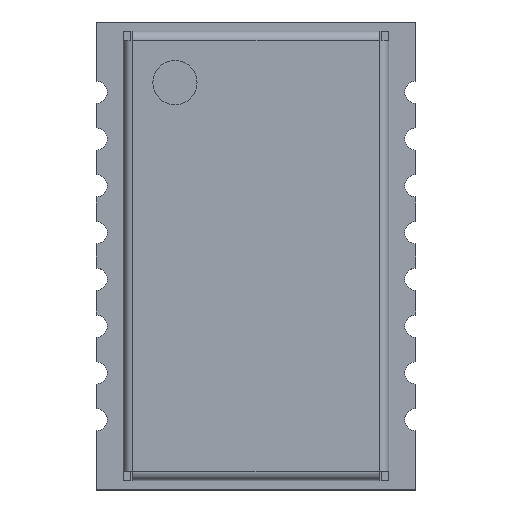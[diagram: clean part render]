
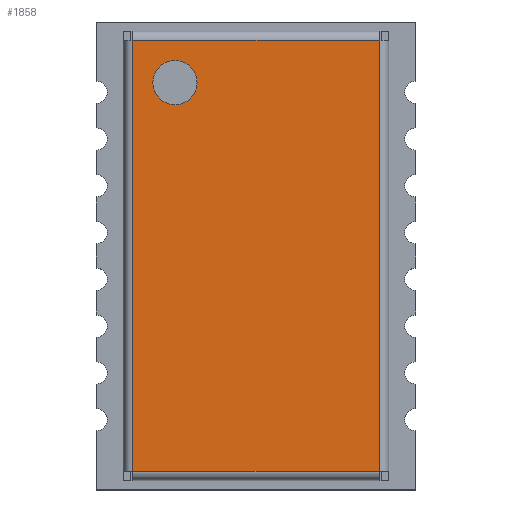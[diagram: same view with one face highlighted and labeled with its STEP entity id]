
A CAD part, top view. The second image highlights one B-rep face of the part: STEP entity #1858.
In plain terms, the highlighted planar face has unit normal (0, 0, 1).
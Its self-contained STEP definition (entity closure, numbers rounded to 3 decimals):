
#72=LINE('',#2502,#216);
#80=LINE('',#2524,#224);
#107=LINE('',#2585,#251);
#108=LINE('',#2587,#252);
#216=VECTOR('',#2099,1000.);
#224=VECTOR('',#2121,1000.);
#251=VECTOR('',#2186,1000.);
#252=VECTOR('',#2189,1000.);
#458=ORIENTED_EDGE('',*,*,#766,.T.);
#459=ORIENTED_EDGE('',*,*,#799,.F.);
#460=ORIENTED_EDGE('',*,*,#756,.F.);
#461=ORIENTED_EDGE('',*,*,#800,.T.);
#462=ORIENTED_EDGE('',*,*,#736,.T.);
#736=EDGE_CURVE('',#930,#930,#1044,.T.);
#756=EDGE_CURVE('',#942,#941,#72,.T.);
#766=EDGE_CURVE('',#948,#920,#80,.T.);
#799=EDGE_CURVE('',#941,#920,#107,.T.);
#800=EDGE_CURVE('',#942,#948,#108,.T.);
#920=VERTEX_POINT('',#2440);
#930=VERTEX_POINT('',#2463);
#941=VERTEX_POINT('',#2499);
#942=VERTEX_POINT('',#2501);
#948=VERTEX_POINT('',#2520);
#1044=CIRCLE('',#1918,0.6);
#1121=EDGE_LOOP('',(#458,#459,#460,#461));
#1122=EDGE_LOOP('',(#462));
#1201=FACE_BOUND('',#1121,.T.);
#1202=FACE_BOUND('',#1122,.T.);
#1271=PLANE('',#1956);
#1858=ADVANCED_FACE('',(#1201,#1202),#1271,.F.);
#1918=AXIS2_PLACEMENT_3D('',#2462,#2060,#2061);
#1956=AXIS2_PLACEMENT_3D('',#2586,#2187,#2188);
#2060=DIRECTION('',(0.,0.,-1.));
#2061=DIRECTION('',(1.,0.,0.));
#2099=DIRECTION('',(1.,0.,0.));
#2121=DIRECTION('',(1.,0.,0.));
#2186=DIRECTION('',(0.,-1.,0.));
#2187=DIRECTION('',(0.,0.,-1.));
#2188=DIRECTION('',(-1.,0.,0.));
#2189=DIRECTION('',(0.,-1.,0.));
#2440=CARTESIAN_POINT('',(5.85,-3.35,3.75));
#2462=CARTESIAN_POINT('',(-4.7,-2.2,3.75));
#2463=CARTESIAN_POINT('',(-4.1,-2.2,3.75));
#2499=CARTESIAN_POINT('',(5.85,3.35,3.75));
#2501=CARTESIAN_POINT('',(-5.85,3.35,3.75));
#2502=CARTESIAN_POINT('',(-6.1,3.35,3.75));
#2520=CARTESIAN_POINT('',(-5.85,-3.35,3.75));
#2524=CARTESIAN_POINT('',(-6.1,-3.35,3.75));
#2585=CARTESIAN_POINT('',(5.85,3.35,3.75));
#2586=CARTESIAN_POINT('',(-6.1,3.35,3.75));
#2587=CARTESIAN_POINT('',(-5.85,3.35,3.75));
